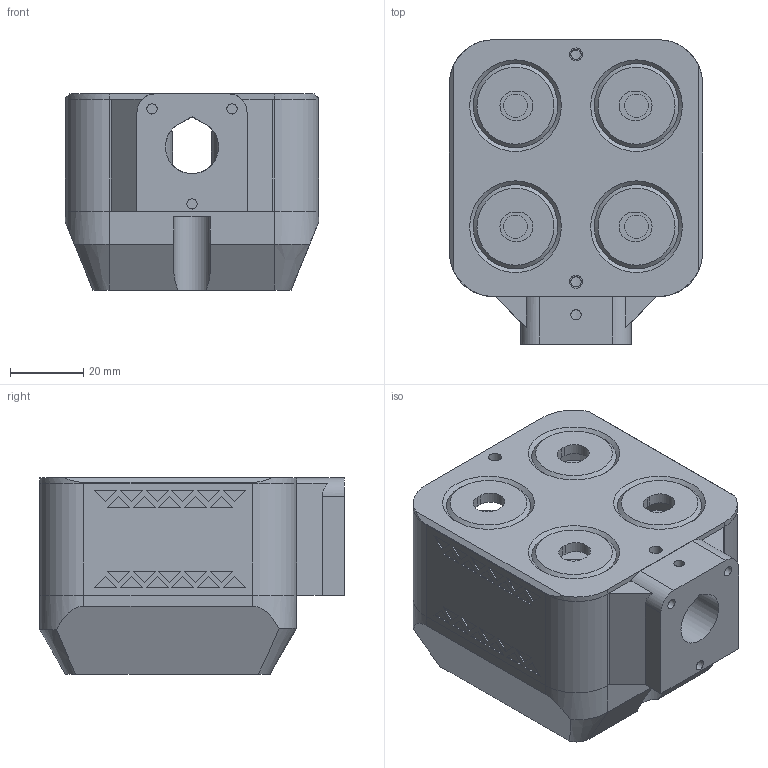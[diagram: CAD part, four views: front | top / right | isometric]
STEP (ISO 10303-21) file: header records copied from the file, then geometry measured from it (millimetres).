
FILE_DESCRIPTION(/* description */ (''),/* implementation_level */ '2;1');
FILE_NAME(/* name */ 'GRY_H2 33.0mm v14 .step',/* time_stamp */ '2021-12-28T12:37:15-08:00',/* author */ (''),/* organization */ (''),/* preprocessor_version */ 'ST-DEVELOPER v18.1',/* originating_system */ 'Autodesk Translation Framework v10.10.0.1391',/* authorisation */ '');
FILE_SCHEMA (('AUTOMOTIVE_DESIGN { 1 0 10303 214 3 1 1 }'));
Length unit declared in the file: millimetre
Products named in the file (2): GRY_H2; Component3
Assembly tree (1 placements, depth 2):
  GRY_H2
    Component3
Bounding box: 69 x 83 x 53.5 mm (x, y, z)
Volume: 90835.8 mm3; surface area: 61979.1 mm2
Topology: 3 solids, 3 shells, 885 faces, 2374 edges, 1567 vertices
Faces by surface type: plane 384, bspline 359, cylinder 110, cone 32
Full cylindrical faces by diameter (mm): 2.4 x8, 2.8 x12, 3.5 x4, 6.4 x4, 16 x4, 22.4 x4
Entity records: 31794 total; most frequent: CARTESIAN_POINT 11796, ORIENTED_EDGE 4748, DIRECTION 2936, EDGE_CURVE 2374, VERTEX_POINT 1567, LINE 1302, VECTOR 1302, EDGE_LOOP 1015
